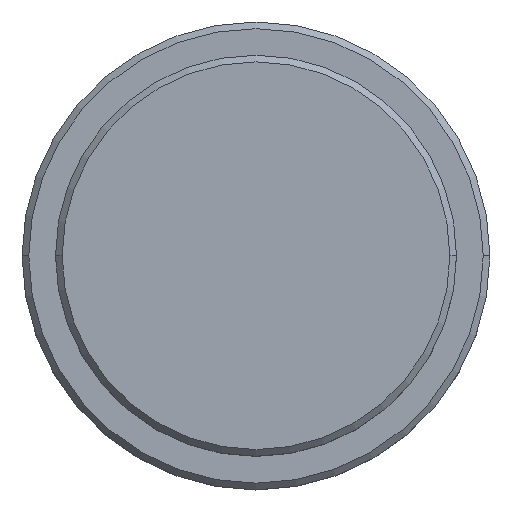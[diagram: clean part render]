
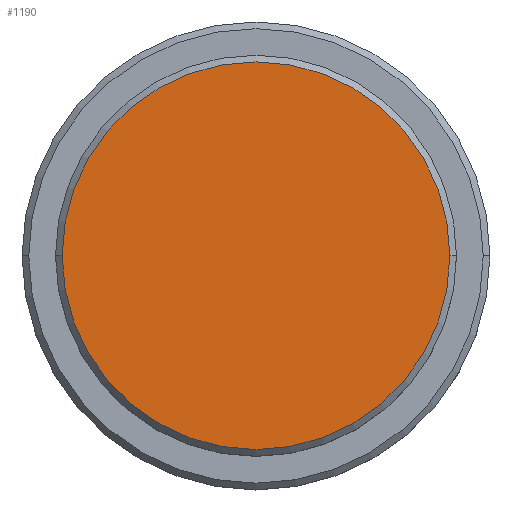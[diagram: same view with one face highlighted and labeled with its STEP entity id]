
A CAD part, top view. The second image highlights one B-rep face of the part: STEP entity #1190.
In plain terms, the highlighted planar face has unit normal (0, 0, 1).
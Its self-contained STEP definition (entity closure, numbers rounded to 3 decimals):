
#104 = CARTESIAN_POINT ( 'NONE',  ( 0., 0., 0. ) ) ;
#117 = EDGE_LOOP ( 'NONE', ( #1026, #1215 ) ) ;
#181 = VERTEX_POINT ( 'NONE', #1149 ) ;
#215 = CARTESIAN_POINT ( 'NONE',  ( -14.5, 0., 0. ) ) ;
#424 = VERTEX_POINT ( 'NONE', #215 ) ;
#641 = CARTESIAN_POINT ( 'NONE',  ( 0., 0., 0. ) ) ;
#665 = FACE_OUTER_BOUND ( 'NONE', #117, .T. ) ;
#800 = AXIS2_PLACEMENT_3D ( 'NONE', #104, #860, #1407 ) ;
#818 = EDGE_CURVE ( 'NONE', #181, #424, #1157, .T. ) ;
#847 = DIRECTION ( 'NONE',  ( 0., 0., 1. ) ) ;
#860 = DIRECTION ( 'NONE',  ( 0., 0., 1. ) ) ;
#970 = DIRECTION ( 'NONE',  ( 0., 0., 1. ) ) ;
#977 = PLANE ( 'NONE',  #800 ) ;
#980 = AXIS2_PLACEMENT_3D ( 'NONE', #1264, #847, #1162 ) ;
#986 = DIRECTION ( 'NONE',  ( 1., 0., 0. ) ) ;
#988 = EDGE_CURVE ( 'NONE', #424, #181, #1227, .T. ) ;
#1000 = AXIS2_PLACEMENT_3D ( 'NONE', #641, #970, #986 ) ;
#1026 = ORIENTED_EDGE ( 'NONE', *, *, #988, .T. ) ;
#1149 = CARTESIAN_POINT ( 'NONE',  ( 14.5, 0., 0. ) ) ;
#1157 = CIRCLE ( 'NONE', #1000, 14.5 ) ;
#1162 = DIRECTION ( 'NONE',  ( 1., 0., 0. ) ) ;
#1190 = ADVANCED_FACE ( 'NONE', ( #665 ), #977, .T. ) ;
#1215 = ORIENTED_EDGE ( 'NONE', *, *, #818, .T. ) ;
#1227 = CIRCLE ( 'NONE', #980, 14.5 ) ;
#1264 = CARTESIAN_POINT ( 'NONE',  ( 0., 0., 0. ) ) ;
#1407 = DIRECTION ( 'NONE',  ( 1., 0., 0. ) ) ;
